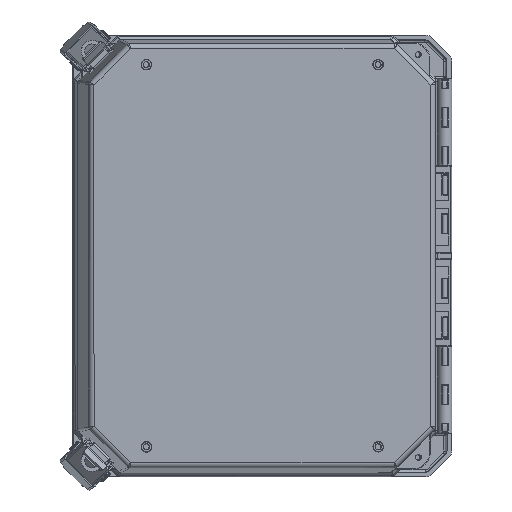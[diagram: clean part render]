
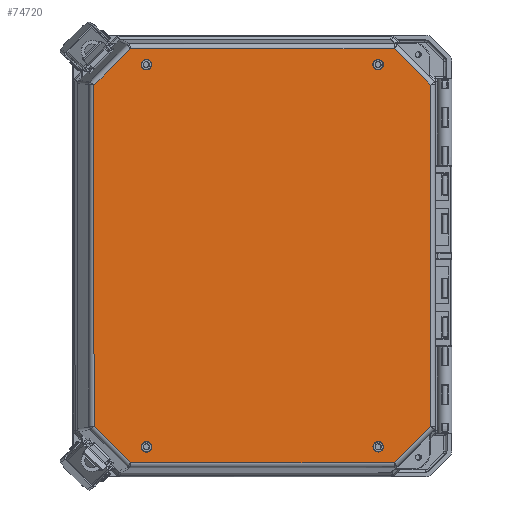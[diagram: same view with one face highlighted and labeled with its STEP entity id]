
A CAD part, top view. The second image highlights one B-rep face of the part: STEP entity #74720.
In plain terms, the highlighted face is planar.
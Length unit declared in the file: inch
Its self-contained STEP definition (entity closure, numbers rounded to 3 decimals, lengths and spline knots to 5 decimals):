
#596 = CARTESIAN_POINT ( 'NONE',  ( -7.21995, -0.30564, -6.1916 ) ) ;
#967 = CIRCLE ( 'NONE', #58748, 0.136 ) ;
#1016 = EDGE_CURVE ( 'NONE', #66762, #1135, #21276, .T. ) ;
#1033 = ORIENTED_EDGE ( 'NONE', *, *, #76263, .T. ) ;
#1135 = VERTEX_POINT ( 'NONE', #89717 ) ;
#2447 = DIRECTION ( 'NONE',  ( 0.017, -0.017, 1. ) ) ;
#2882 = EDGE_CURVE ( 'NONE', #62800, #62515, #20360, .T. ) ;
#2936 = FACE_BOUND ( 'NONE', #11307, .T. ) ;
#4177 = CARTESIAN_POINT ( 'NONE',  ( -6.93053, -0.30555, -6.19665 ) ) ;
#6068 = DIRECTION ( 'NONE',  ( 0., -1., -0.017 ) ) ;
#6166 = CIRCLE ( 'NONE', #87322, 0.136 ) ;
#6547 = CARTESIAN_POINT ( 'NONE',  ( -6.66847, 0.1079, -6.19401 ) ) ;
#6591 = LINE ( 'NONE', #87262, #63909 ) ;
#6617 = CARTESIAN_POINT ( 'NONE',  ( -6.93053, 10.41169, -6.0096 ) ) ;
#6657 = CIRCLE ( 'NONE', #75307, 0.136 ) ;
#7665 = VECTOR ( 'NONE', #58894, 39.37008 ) ;
#9709 = VECTOR ( 'NONE', #32067, 39.37008 ) ;
#10280 = FACE_OUTER_BOUND ( 'NONE', #16252, .T. ) ;
#11307 = EDGE_LOOP ( 'NONE', ( #58534, #1033 ) ) ;
#12330 = EDGE_CURVE ( 'NONE', #39231, #20188, #967, .T. ) ;
#14260 = DIRECTION ( 'NONE',  ( 0., -1., -0.017 ) ) ;
#15482 = VERTEX_POINT ( 'NONE', #56461 ) ;
#16234 = EDGE_LOOP ( 'NONE', ( #16518, #94428 ) ) ;
#16252 = EDGE_LOOP ( 'NONE', ( #38010, #35578, #26572, #51912, #72517, #85567, #47887, #40324 ) ) ;
#16518 = ORIENTED_EDGE ( 'NONE', *, *, #44801, .T. ) ;
#17109 = PLANE ( 'NONE',  #95287 ) ;
#18079 = DIRECTION ( 'NONE',  ( -0.017, 0.017, -1. ) ) ;
#18757 = CARTESIAN_POINT ( 'NONE',  ( -6.80445, 9.99835, -6.01902 ) ) ;
#19780 = VERTEX_POINT ( 'NONE', #6547 ) ;
#20188 = VERTEX_POINT ( 'NONE', #59178 ) ;
#20360 = CIRCLE ( 'NONE', #26579, 0.136 ) ;
#20684 = EDGE_CURVE ( 'NONE', #71655, #66762, #40426, .T. ) ;
#20771 = DIRECTION ( 'NONE',  ( 0.707, -0.706, -0.025 ) ) ;
#20962 = VERTEX_POINT ( 'NONE', #35872 ) ;
#21276 = LINE ( 'NONE', #6617, #7665 ) ;
#21594 = CARTESIAN_POINT ( 'NONE',  ( 0.55387, 1.87594, -6.28923 ) ) ;
#22780 = EDGE_CURVE ( 'NONE', #30133, #71655, #64975, .T. ) ;
#24931 = DIRECTION ( 'NONE',  ( -1., 0., 0.017 ) ) ;
#26374 = VERTEX_POINT ( 'NONE', #45855 ) ;
#26572 = ORIENTED_EDGE ( 'NONE', *, *, #1016, .T. ) ;
#26579 = AXIS2_PLACEMENT_3D ( 'NONE', #49769, #71788, #78656 ) ;
#26713 = CIRCLE ( 'NONE', #48530, 0.136 ) ;
#28658 = CARTESIAN_POINT ( 'NONE',  ( -0.80536, 10.13616, -6.12134 ) ) ;
#29935 = CARTESIAN_POINT ( 'NONE',  ( -0.80536, 0.10969, -6.29633 ) ) ;
#30096 = VECTOR ( 'NONE', #67634, 39.37008 ) ;
#30133 = VERTEX_POINT ( 'NONE', #79530 ) ;
#30433 = DIRECTION ( 'NONE',  ( 0.017, -0.017, 1. ) ) ;
#31335 = VERTEX_POINT ( 'NONE', #94573 ) ;
#31375 = ORIENTED_EDGE ( 'NONE', *, *, #37577, .T. ) ;
#32067 = DIRECTION ( 'NONE',  ( -1., 0., 0.017 ) ) ;
#32312 = CARTESIAN_POINT ( 'NONE',  ( 0.55387, 9.47106, -6.15668 ) ) ;
#32348 = EDGE_CURVE ( 'NONE', #78395, #31335, #88591, .T. ) ;
#32748 = FACE_BOUND ( 'NONE', #65384, .T. ) ;
#33335 = EDGE_LOOP ( 'NONE', ( #42957, #67670 ) ) ;
#35037 = CARTESIAN_POINT ( 'NONE',  ( -8.16368, 9.4684, -6.00454 ) ) ;
#35092 = EDGE_CURVE ( 'NONE', #26374, #39216, #85352, .T. ) ;
#35420 = CIRCLE ( 'NONE', #63538, 0.136 ) ;
#35578 = ORIENTED_EDGE ( 'NONE', *, *, #20684, .T. ) ;
#35872 = CARTESIAN_POINT ( 'NONE',  ( -0.94134, 0.10964, -6.29396 ) ) ;
#37577 = EDGE_CURVE ( 'NONE', #62515, #62800, #26713, .T. ) ;
#37990 = CARTESIAN_POINT ( 'NONE',  ( -7.21995, 10.4116, -6.00455 ) ) ;
#38010 = ORIENTED_EDGE ( 'NONE', *, *, #22780, .T. ) ;
#39216 = VERTEX_POINT ( 'NONE', #596 ) ;
#39231 = VERTEX_POINT ( 'NONE', #95485 ) ;
#39245 = CIRCLE ( 'NONE', #67338, 0.136 ) ;
#39612 = CARTESIAN_POINT ( 'NONE',  ( -6.80445, 0.10786, -6.19163 ) ) ;
#40324 = ORIENTED_EDGE ( 'NONE', *, *, #46400, .T. ) ;
#40426 = LINE ( 'NONE', #35037, #52249 ) ;
#42957 = ORIENTED_EDGE ( 'NONE', *, *, #73122, .T. ) ;
#43933 = CARTESIAN_POINT ( 'NONE',  ( -8.16368, 1.87329, -6.13709 ) ) ;
#44115 = ORIENTED_EDGE ( 'NONE', *, *, #2882, .T. ) ;
#44651 = CARTESIAN_POINT ( 'NONE',  ( 0.55387, 0.63963, -6.31081 ) ) ;
#44801 = EDGE_CURVE ( 'NONE', #20188, #39231, #80275, .T. ) ;
#45374 = CARTESIAN_POINT ( 'NONE',  ( -6.80445, 0.10786, -6.19163 ) ) ;
#45855 = CARTESIAN_POINT ( 'NONE',  ( -0.38986, -0.30356, -6.3108 ) ) ;
#46400 = EDGE_CURVE ( 'NONE', #39216, #30133, #74340, .T. ) ;
#46512 = DIRECTION ( 'NONE',  ( 0.017, -0.017, 1. ) ) ;
#47887 = ORIENTED_EDGE ( 'NONE', *, *, #35092, .T. ) ;
#48530 = AXIS2_PLACEMENT_3D ( 'NONE', #64257, #94094, #6068 ) ;
#49074 = VERTEX_POINT ( 'NONE', #78024 ) ;
#49698 = LINE ( 'NONE', #44651, #30096 ) ;
#49769 = CARTESIAN_POINT ( 'NONE',  ( -0.80536, 10.00018, -6.12372 ) ) ;
#51912 = ORIENTED_EDGE ( 'NONE', *, *, #87123, .T. ) ;
#52249 = VECTOR ( 'NONE', #64835, 39.37008 ) ;
#52410 = DIRECTION ( 'NONE',  ( 0., -1., -0.017 ) ) ;
#53800 = VECTOR ( 'NONE', #72322, 39.37008 ) ;
#53807 = FACE_BOUND ( 'NONE', #16234, .T. ) ;
#56461 = CARTESIAN_POINT ( 'NONE',  ( -6.94043, 0.10782, -6.18926 ) ) ;
#58534 = ORIENTED_EDGE ( 'NONE', *, *, #62030, .T. ) ;
#58748 = AXIS2_PLACEMENT_3D ( 'NONE', #18757, #76956, #93564 ) ;
#58894 = DIRECTION ( 'NONE',  ( 1., 0., -0.017 ) ) ;
#59178 = CARTESIAN_POINT ( 'NONE',  ( -6.80445, 9.86237, -6.02139 ) ) ;
#61010 = DIRECTION ( 'NONE',  ( 0.017, -0.017, 1. ) ) ;
#62030 = EDGE_CURVE ( 'NONE', #19780, #15482, #6657, .T. ) ;
#62515 = VERTEX_POINT ( 'NONE', #89403 ) ;
#62523 = VECTOR ( 'NONE', #14260, 39.37008 ) ;
#62800 = VERTEX_POINT ( 'NONE', #28658 ) ;
#63538 = AXIS2_PLACEMENT_3D ( 'NONE', #88495, #96770, #73805 ) ;
#63909 = VECTOR ( 'NONE', #20771, 39.37008 ) ;
#64257 = CARTESIAN_POINT ( 'NONE',  ( -0.80536, 10.00018, -6.12372 ) ) ;
#64835 = DIRECTION ( 'NONE',  ( 0.707, 0.707, 0. ) ) ;
#64975 = LINE ( 'NONE', #43933, #53800 ) ;
#65384 = EDGE_LOOP ( 'NONE', ( #31375, #44115 ) ) ;
#66762 = VERTEX_POINT ( 'NONE', #37990 ) ;
#67197 = EDGE_CURVE ( 'NONE', #20962, #49074, #35420, .T. ) ;
#67338 = AXIS2_PLACEMENT_3D ( 'NONE', #45374, #61010, #81556 ) ;
#67634 = DIRECTION ( 'NONE',  ( -0.707, -0.707, 0. ) ) ;
#67670 = ORIENTED_EDGE ( 'NONE', *, *, #67197, .T. ) ;
#69894 = FACE_BOUND ( 'NONE', #33335, .T. ) ;
#71343 = CARTESIAN_POINT ( 'NONE',  ( -8.16368, 9.4684, -6.00454 ) ) ;
#71655 = VERTEX_POINT ( 'NONE', #71343 ) ;
#71788 = DIRECTION ( 'NONE',  ( 0.017, -0.017, 1. ) ) ;
#72322 = DIRECTION ( 'NONE',  ( 0., 1., 0.017 ) ) ;
#72517 = ORIENTED_EDGE ( 'NONE', *, *, #32348, .T. ) ;
#73122 = EDGE_CURVE ( 'NONE', #49074, #20962, #6166, .T. ) ;
#73805 = DIRECTION ( 'NONE',  ( 1., 0., -0.017 ) ) ;
#74340 = LINE ( 'NONE', #74823, #77349 ) ;
#74720 = ADVANCED_FACE ( 'NONE', ( #10280, #53807, #69894, #2936, #32748 ), #17109, .T. ) ;
#74823 = CARTESIAN_POINT ( 'NONE',  ( -7.21995, -0.30564, -6.1916 ) ) ;
#75307 = AXIS2_PLACEMENT_3D ( 'NONE', #39612, #2447, #84084 ) ;
#76263 = EDGE_CURVE ( 'NONE', #15482, #19780, #39245, .T. ) ;
#76956 = DIRECTION ( 'NONE',  ( 0.017, -0.017, 1. ) ) ;
#77349 = VECTOR ( 'NONE', #94932, 39.37008 ) ;
#78024 = CARTESIAN_POINT ( 'NONE',  ( -0.66938, 0.10973, -6.2987 ) ) ;
#78395 = VERTEX_POINT ( 'NONE', #32312 ) ;
#78656 = DIRECTION ( 'NONE',  ( 0., -1., -0.017 ) ) ;
#79530 = CARTESIAN_POINT ( 'NONE',  ( -8.16368, 0.63698, -6.15867 ) ) ;
#80275 = CIRCLE ( 'NONE', #83367, 0.136 ) ;
#81556 = DIRECTION ( 'NONE',  ( 1., 0., -0.017 ) ) ;
#83367 = AXIS2_PLACEMENT_3D ( 'NONE', #90552, #46512, #52410 ) ;
#84084 = DIRECTION ( 'NONE',  ( 1., 0., -0.017 ) ) ;
#84587 = CARTESIAN_POINT ( 'NONE',  ( -6.93053, 1.87366, -6.15861 ) ) ;
#85352 = LINE ( 'NONE', #4177, #9709 ) ;
#85567 = ORIENTED_EDGE ( 'NONE', *, *, #94263, .T. ) ;
#87123 = EDGE_CURVE ( 'NONE', #1135, #78395, #6591, .T. ) ;
#87262 = CARTESIAN_POINT ( 'NONE',  ( -0.38986, 10.41368, -6.12376 ) ) ;
#87322 = AXIS2_PLACEMENT_3D ( 'NONE', #29935, #30433, #96442 ) ;
#88495 = CARTESIAN_POINT ( 'NONE',  ( -0.80536, 0.10969, -6.29633 ) ) ;
#88591 = LINE ( 'NONE', #21594, #62523 ) ;
#89403 = CARTESIAN_POINT ( 'NONE',  ( -0.80536, 9.8642, -6.12609 ) ) ;
#89717 = CARTESIAN_POINT ( 'NONE',  ( -0.38986, 10.41368, -6.12376 ) ) ;
#90552 = CARTESIAN_POINT ( 'NONE',  ( -6.80445, 9.99835, -6.01902 ) ) ;
#93564 = DIRECTION ( 'NONE',  ( 0., -1., -0.017 ) ) ;
#94094 = DIRECTION ( 'NONE',  ( 0.017, -0.017, 1. ) ) ;
#94263 = EDGE_CURVE ( 'NONE', #31335, #26374, #49698, .T. ) ;
#94428 = ORIENTED_EDGE ( 'NONE', *, *, #12330, .T. ) ;
#94573 = CARTESIAN_POINT ( 'NONE',  ( 0.55387, 0.63963, -6.31081 ) ) ;
#94932 = DIRECTION ( 'NONE',  ( -0.707, 0.706, 0.025 ) ) ;
#95287 = AXIS2_PLACEMENT_3D ( 'NONE', #84587, #18079, #24931 ) ;
#95485 = CARTESIAN_POINT ( 'NONE',  ( -6.80445, 10.13433, -6.01665 ) ) ;
#96442 = DIRECTION ( 'NONE',  ( 1., 0., -0.017 ) ) ;
#96770 = DIRECTION ( 'NONE',  ( 0.017, -0.017, 1. ) ) ;
